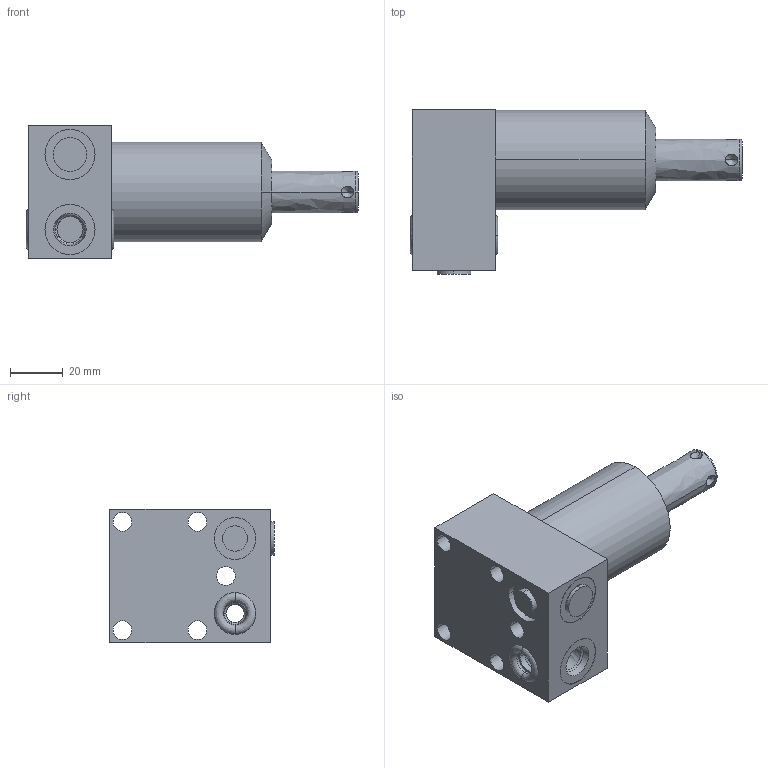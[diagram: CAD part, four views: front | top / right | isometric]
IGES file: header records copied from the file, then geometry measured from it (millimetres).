
Start section:  PTC IGES file: ilc15210904s.igs
Global section: file name: ilc15210904s.igs; native system: Creo Parametric by Parametric Technology Corporation; preprocessor: 2013320; author: Asawyer; organization: Unknown; date: 20210602.131857; units: inch
Bounding box: 126.34 x 62.51 x 50.8 mm (x, y, z)
Surface area: 29070.4 mm2 (no closed solid volume)
Topology: 0 solids, 0 shells, 105 faces, 660 edges, 768 vertices
Faces by surface type: revolution 84, bspline 21
